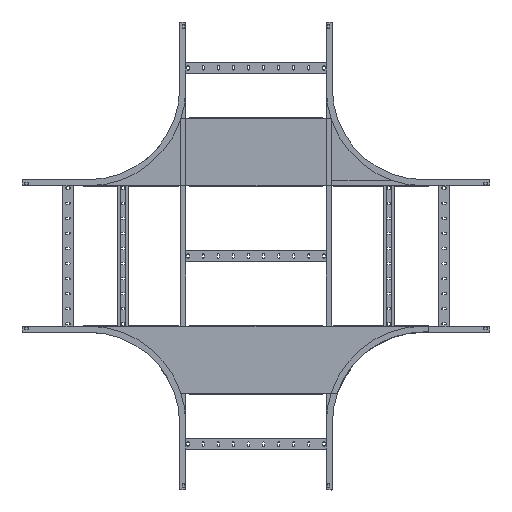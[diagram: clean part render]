
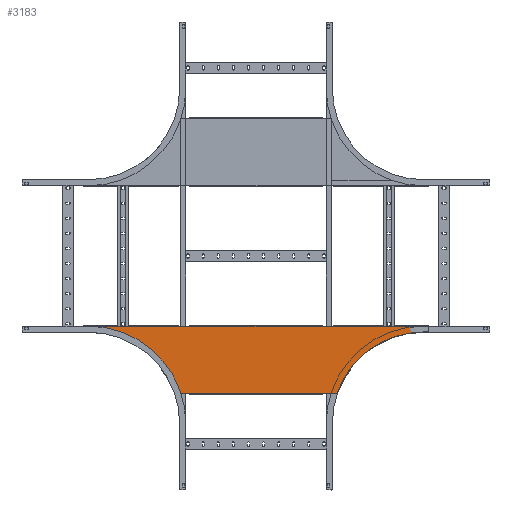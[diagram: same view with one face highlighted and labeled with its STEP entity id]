
A CAD part, top view. The second image highlights one B-rep face of the part: STEP entity #3183.
In plain terms, the highlighted face is planar.
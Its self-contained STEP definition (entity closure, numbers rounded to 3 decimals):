
#52 = CARTESIAN_POINT ( 'NONE',  ( -264.787, -1.2, -173.2 ) ) ;
#177 = DIRECTION ( 'NONE',  ( 0., 0., -1. ) ) ;
#192 = CIRCLE ( 'NONE', #6778, 5. ) ;
#260 = LINE ( 'NONE', #8861, #5936 ) ;
#261 = DIRECTION ( 'NONE',  ( 0., 0., -1. ) ) ;
#304 = CARTESIAN_POINT ( 'NONE',  ( -549.538, -1.2, -73.2 ) ) ;
#358 = DIRECTION ( 'NONE',  ( 1., 0., 0. ) ) ;
#393 = VECTOR ( 'NONE', #4633, 1000. ) ;
#737 = EDGE_CURVE ( 'NONE', #9929, #9754, #3800, .T. ) ;
#819 = EDGE_CURVE ( 'NONE', #2026, #9383, #5101, .T. ) ;
#1037 = VERTEX_POINT ( 'NONE', #5916 ) ;
#1054 = ORIENTED_EDGE ( 'NONE', *, *, #3618, .F. ) ;
#1260 = FACE_OUTER_BOUND ( 'NONE', #7600, .T. ) ;
#1425 = LINE ( 'NONE', #4736, #2865 ) ;
#1618 = LINE ( 'NONE', #1630, #393 ) ;
#1630 = CARTESIAN_POINT ( 'NONE',  ( -560., -1.2, -173.2 ) ) ;
#1913 = DIRECTION ( 'NONE',  ( 1., 0., 0. ) ) ;
#2026 = VERTEX_POINT ( 'NONE', #7872 ) ;
#2135 = VERTEX_POINT ( 'NONE', #7248 ) ;
#2205 = VERTEX_POINT ( 'NONE', #7113 ) ;
#2209 = CARTESIAN_POINT ( 'NONE',  ( -560.4, -1.2, -380. ) ) ;
#2267 = VERTEX_POINT ( 'NONE', #8984 ) ;
#2312 = EDGE_CURVE ( 'NONE', #9754, #2267, #260, .T. ) ;
#2650 = CARTESIAN_POINT ( 'NONE',  ( -549.538, -1.2, -73.2 ) ) ;
#2865 = VECTOR ( 'NONE', #6400, 1000. ) ;
#2979 = VECTOR ( 'NONE', #1913, 1000. ) ;
#3180 = CIRCLE ( 'NONE', #5176, 5. ) ;
#3183 = ADVANCED_FACE ( 'NONE', ( #1260 ), #4944, .F. ) ;
#3394 = DIRECTION ( 'NONE',  ( 0., -1., 0. ) ) ;
#3410 = CARTESIAN_POINT ( 'NONE',  ( 565.4, -1.2, -395.4 ) ) ;
#3483 = LINE ( 'NONE', #6532, #2979 ) ;
#3618 = EDGE_CURVE ( 'NONE', #8698, #4783, #8935, .T. ) ;
#3800 = CIRCLE ( 'NONE', #9931, 301.8 ) ;
#4416 = VECTOR ( 'NONE', #261, 1000. ) ;
#4633 = DIRECTION ( 'NONE',  ( -1., 0., 0. ) ) ;
#4653 = AXIS2_PLACEMENT_3D ( 'NONE', #2650, #3394, #8033 ) ;
#4736 = CARTESIAN_POINT ( 'NONE',  ( -737., -1.2, -393.2 ) ) ;
#4783 = VERTEX_POINT ( 'NONE', #6675 ) ;
#4882 = CARTESIAN_POINT ( 'NONE',  ( 560.4, -1.2, -380. ) ) ;
#4915 = LINE ( 'NONE', #3410, #4416 ) ;
#4944 = PLANE ( 'NONE',  #5598 ) ;
#4992 = ORIENTED_EDGE ( 'NONE', *, *, #8998, .T. ) ;
#5027 = ORIENTED_EDGE ( 'NONE', *, *, #9461, .T. ) ;
#5071 = EDGE_CURVE ( 'NONE', #2205, #1037, #4915, .T. ) ;
#5101 = CIRCLE ( 'NONE', #4653, 301.8 ) ;
#5176 = AXIS2_PLACEMENT_3D ( 'NONE', #4882, #5752, #9642 ) ;
#5354 = ORIENTED_EDGE ( 'NONE', *, *, #5071, .F. ) ;
#5598 = AXIS2_PLACEMENT_3D ( 'NONE', #304, #6525, #7280 ) ;
#5752 = DIRECTION ( 'NONE',  ( 0., -1., 0. ) ) ;
#5916 = CARTESIAN_POINT ( 'NONE',  ( 565.4, -1.2, -393.2 ) ) ;
#5936 = VECTOR ( 'NONE', #358, 1000. ) ;
#6012 = ORIENTED_EDGE ( 'NONE', *, *, #819, .F. ) ;
#6095 = DIRECTION ( 'NONE',  ( 0., 0., 1. ) ) ;
#6199 = ORIENTED_EDGE ( 'NONE', *, *, #7019, .F. ) ;
#6259 = CARTESIAN_POINT ( 'NONE',  ( 549.538, -1.2, -73.2 ) ) ;
#6266 = CARTESIAN_POINT ( 'NONE',  ( -565.4, -1.2, -395.4 ) ) ;
#6366 = DIRECTION ( 'NONE',  ( 0., -1., 0. ) ) ;
#6400 = DIRECTION ( 'NONE',  ( -1., 0., 0. ) ) ;
#6525 = DIRECTION ( 'NONE',  ( 0., 1., 0. ) ) ;
#6532 = CARTESIAN_POINT ( 'NONE',  ( -549.538, -1.2, -375. ) ) ;
#6578 = ORIENTED_EDGE ( 'NONE', *, *, #7066, .F. ) ;
#6634 = CARTESIAN_POINT ( 'NONE',  ( -565.4, -1.2, -393.2 ) ) ;
#6675 = CARTESIAN_POINT ( 'NONE',  ( -565.4, -1.2, -380. ) ) ;
#6778 = AXIS2_PLACEMENT_3D ( 'NONE', #2209, #6793, #6095 ) ;
#6793 = DIRECTION ( 'NONE',  ( 0., -1., 0. ) ) ;
#6974 = VECTOR ( 'NONE', #8523, 1000. ) ;
#7019 = EDGE_CURVE ( 'NONE', #1037, #8698, #1425, .T. ) ;
#7066 = EDGE_CURVE ( 'NONE', #2135, #2026, #3483, .T. ) ;
#7113 = CARTESIAN_POINT ( 'NONE',  ( 565.4, -1.2, -380. ) ) ;
#7248 = CARTESIAN_POINT ( 'NONE',  ( -560.4, -1.2, -375. ) ) ;
#7280 = DIRECTION ( 'NONE',  ( 0., 0., 1. ) ) ;
#7600 = EDGE_LOOP ( 'NONE', ( #5354, #4992, #7611, #8708, #5027, #6012, #6578, #7815, #1054, #6199 ) ) ;
#7611 = ORIENTED_EDGE ( 'NONE', *, *, #2312, .F. ) ;
#7815 = ORIENTED_EDGE ( 'NONE', *, *, #8006, .T. ) ;
#7872 = CARTESIAN_POINT ( 'NONE',  ( -549.538, -1.2, -375. ) ) ;
#8006 = EDGE_CURVE ( 'NONE', #2135, #4783, #192, .T. ) ;
#8033 = DIRECTION ( 'NONE',  ( 0., 0., 1. ) ) ;
#8523 = DIRECTION ( 'NONE',  ( 0., 0., 1. ) ) ;
#8698 = VERTEX_POINT ( 'NONE', #6634 ) ;
#8708 = ORIENTED_EDGE ( 'NONE', *, *, #737, .F. ) ;
#8861 = CARTESIAN_POINT ( 'NONE',  ( 549.538, -1.2, -375. ) ) ;
#8899 = CARTESIAN_POINT ( 'NONE',  ( 549.538, -1.2, -375. ) ) ;
#8935 = LINE ( 'NONE', #6266, #6974 ) ;
#8984 = CARTESIAN_POINT ( 'NONE',  ( 560.4, -1.2, -375. ) ) ;
#8998 = EDGE_CURVE ( 'NONE', #2205, #2267, #3180, .T. ) ;
#9133 = CARTESIAN_POINT ( 'NONE',  ( 264.787, -1.2, -173.2 ) ) ;
#9383 = VERTEX_POINT ( 'NONE', #52 ) ;
#9461 = EDGE_CURVE ( 'NONE', #9929, #9383, #1618, .T. ) ;
#9642 = DIRECTION ( 'NONE',  ( 0., 0., 1. ) ) ;
#9754 = VERTEX_POINT ( 'NONE', #8899 ) ;
#9929 = VERTEX_POINT ( 'NONE', #9133 ) ;
#9931 = AXIS2_PLACEMENT_3D ( 'NONE', #6259, #6366, #177 ) ;
